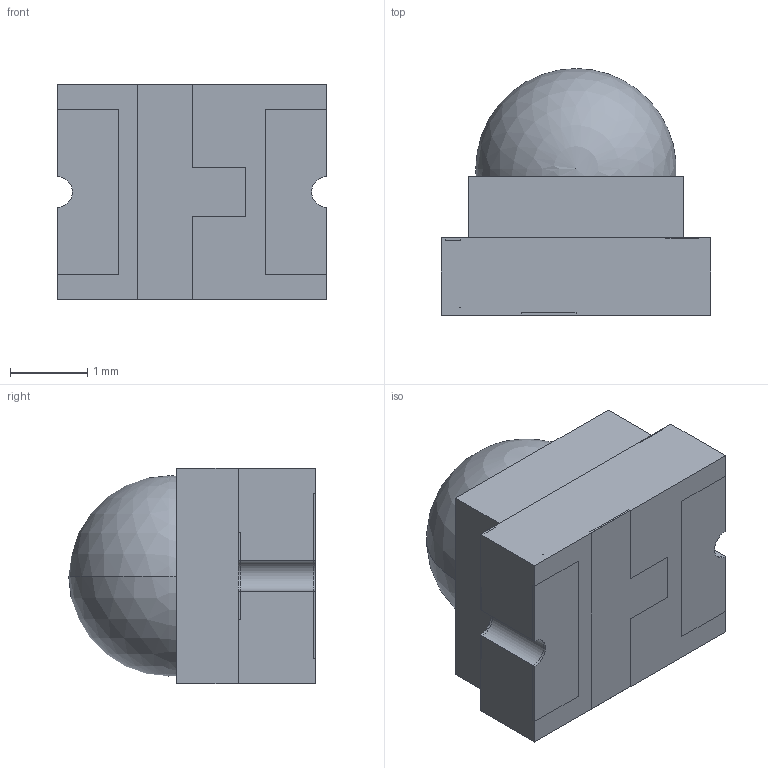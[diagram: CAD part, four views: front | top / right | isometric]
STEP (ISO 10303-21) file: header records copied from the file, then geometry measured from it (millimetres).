
FILE_DESCRIPTION (( 'STEP AP214' ), '1' );
FILE_NAME ('XZxx45W-2.STEP', '2020-01-30T16:36:02', ( '' ), ( '' ), 'SwSTEP 2.0', 'SolidWorks 2014', '' );
FILE_SCHEMA (( 'AUTOMOTIVE_DESIGN' ));
Length unit declared in the file: millimetre
Products named in the file (1): XZxx45W-2
Bounding box: 3.5 x 3.2 x 2.8 mm (x, y, z)
Volume: 21.3 mm3; surface area: 78.2 mm2
Topology: 9 solids, 9 shells, 94 faces, 225 edges, 150 vertices
Faces by surface type: plane 76, cylinder 8, bspline 8, sphere 2
Entity records: 4064 total; most frequent: CARTESIAN_POINT 790, ORIENTED_EDGE 440, DIRECTION 398, EDGE_CURVE 220, VECTOR 184, LINE 184, VERTEX_POINT 147, AXIS2_PLACEMENT_3D 107
